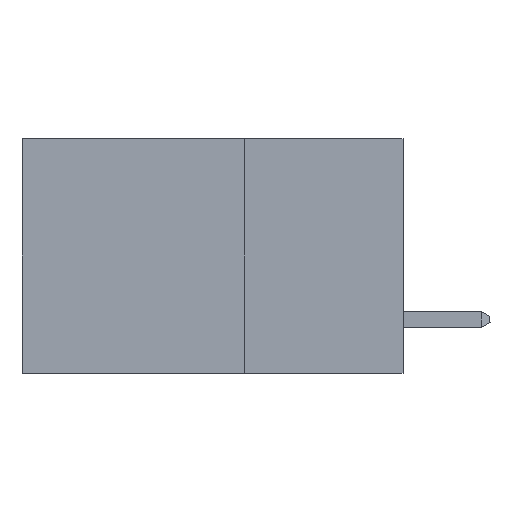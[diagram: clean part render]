
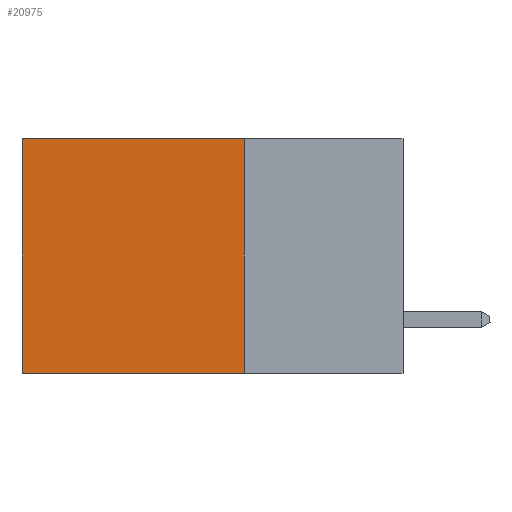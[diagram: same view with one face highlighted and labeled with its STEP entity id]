
A CAD part, left-side view. The second image highlights one B-rep face of the part: STEP entity #20975.
In plain terms, the highlighted planar face has unit normal (-1, 0, 0).
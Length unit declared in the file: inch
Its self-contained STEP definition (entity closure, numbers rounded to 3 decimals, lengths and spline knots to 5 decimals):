
#263 = EDGE_CURVE ( 'NONE', #4558, #24276, #6215, .T. ) ;
#622 = FACE_OUTER_BOUND ( 'NONE', #5032, .T. ) ;
#3073 = CARTESIAN_POINT ( 'NONE',  ( 0.2875, 0.6, -0.37 ) ) ;
#4449 = DIRECTION ( 'NONE',  ( 1., 0., 0. ) ) ;
#4558 = VERTEX_POINT ( 'NONE', #13414 ) ;
#5032 = EDGE_LOOP ( 'NONE', ( #7725, #31577, #20898, #16805 ) ) ;
#5413 = CARTESIAN_POINT ( 'NONE',  ( 0.2875, 0.25, 0. ) ) ;
#6215 = LINE ( 'NONE', #26515, #28812 ) ;
#7257 = DIRECTION ( 'NONE',  ( 0., 1., 0. ) ) ;
#7377 = VECTOR ( 'NONE', #31042, 39.37008 ) ;
#7725 = ORIENTED_EDGE ( 'NONE', *, *, #31326, .T. ) ;
#8385 = CARTESIAN_POINT ( 'NONE',  ( 0.2875, 0.6, 0. ) ) ;
#9416 = DIRECTION ( 'NONE',  ( 0., 0., -1. ) ) ;
#9987 = VERTEX_POINT ( 'NONE', #22237 ) ;
#10501 = LINE ( 'NONE', #5413, #7377 ) ;
#11908 = CARTESIAN_POINT ( 'NONE',  ( 0.2875, 0.25, 0. ) ) ;
#12362 = VECTOR ( 'NONE', #7257, 39.37008 ) ;
#13414 = CARTESIAN_POINT ( 'NONE',  ( 0.2875, 0.25, 0. ) ) ;
#13863 = AXIS2_PLACEMENT_3D ( 'NONE', #11908, #4449, #36594 ) ;
#14086 = DIRECTION ( 'NONE',  ( 0., 0., -1. ) ) ;
#16805 = ORIENTED_EDGE ( 'NONE', *, *, #18814, .T. ) ;
#17685 = VERTEX_POINT ( 'NONE', #3073 ) ;
#18748 = VECTOR ( 'NONE', #14086, 39.37008 ) ;
#18814 = EDGE_CURVE ( 'NONE', #4558, #9987, #10501, .T. ) ;
#20772 = CARTESIAN_POINT ( 'NONE',  ( 0.2875, 0.25, -0.37 ) ) ;
#20898 = ORIENTED_EDGE ( 'NONE', *, *, #263, .F. ) ;
#20975 = ADVANCED_FACE ( 'NONE', ( #622 ), #27414, .F. ) ;
#22237 = CARTESIAN_POINT ( 'NONE',  ( 0.2875, 0.6, 0. ) ) ;
#24276 = VERTEX_POINT ( 'NONE', #33719 ) ;
#26297 = LINE ( 'NONE', #8385, #18748 ) ;
#26515 = CARTESIAN_POINT ( 'NONE',  ( 0.2875, 0.25, 0. ) ) ;
#27414 = PLANE ( 'NONE',  #13863 ) ;
#27776 = EDGE_CURVE ( 'NONE', #24276, #17685, #28267, .T. ) ;
#28267 = LINE ( 'NONE', #20772, #12362 ) ;
#28812 = VECTOR ( 'NONE', #9416, 39.37008 ) ;
#31042 = DIRECTION ( 'NONE',  ( 0., 1., 0. ) ) ;
#31326 = EDGE_CURVE ( 'NONE', #9987, #17685, #26297, .T. ) ;
#31577 = ORIENTED_EDGE ( 'NONE', *, *, #27776, .F. ) ;
#33719 = CARTESIAN_POINT ( 'NONE',  ( 0.2875, 0.25, -0.37 ) ) ;
#36594 = DIRECTION ( 'NONE',  ( 0., 0., -1. ) ) ;
